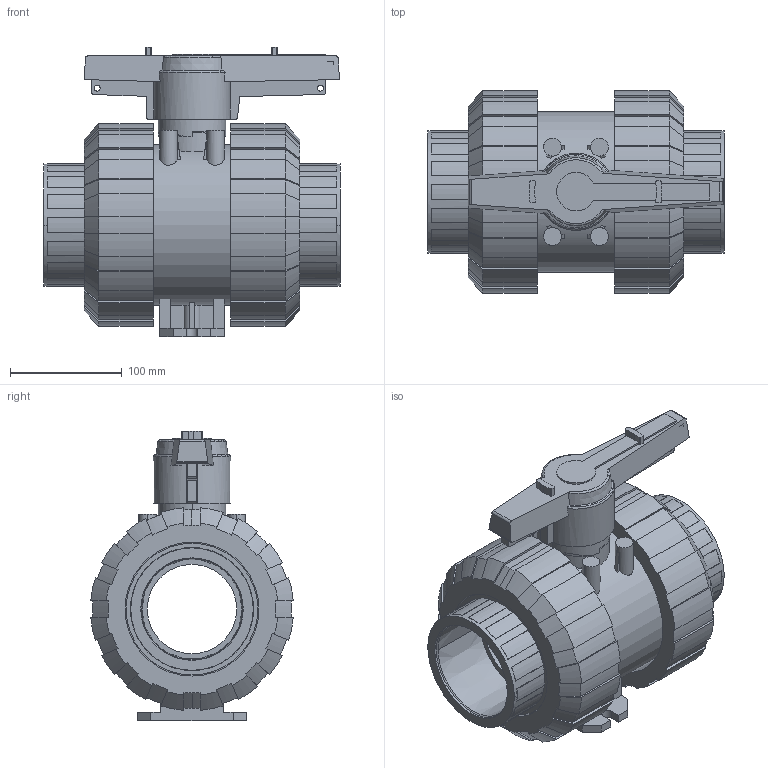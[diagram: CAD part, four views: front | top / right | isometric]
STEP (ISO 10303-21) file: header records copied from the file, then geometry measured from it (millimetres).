
FILE_DESCRIPTION(('STEP AP214'),'1');
FILE_NAME('cctmp_87614C0D-AB2A-4E17-9315-1A8A4F2CFC57_2021_10_20_12_44_18_0087..stp','2021-10-20T10:44:18',('Praher Valves GmbH'),('CADClick - www.CADClick.com'),'Spatial InterOp 3D',' ','unknown authorization');
FILE_SCHEMA(('AUTOMOTIVE_DESIGN'));
Length unit declared in the file: millimetre
Products named in the file (7): cc_unnamed; 124231_5; 124231_4; 124231_3; 124231_2; 124231_1; 124231
Assembly tree (6 placements, depth 2):
  cc_unnamed
    124231_5
    124231_4
    124231_3
    124231_2
    124231_1
    124231
Bounding box: 265.9 x 181.41 x 259.3 mm (x, y, z)
Volume: 3665571.9 mm3; surface area: 516436.9 mm2
Topology: 6 solids, 6 shells, 603 faces, 1733 edges, 1152 vertices
Faces by surface type: plane 319, cylinder 184, cone 92, torus 8
Entity records: 25440 total; most frequent: CARTESIAN_POINT 4502, ORIENTED_EDGE 3466, DIRECTION 3369, EDGE_CURVE 1733, AXIS2_PLACEMENT_3D 1218, VERTEX_POINT 1152, LINE 933, VECTOR 933
